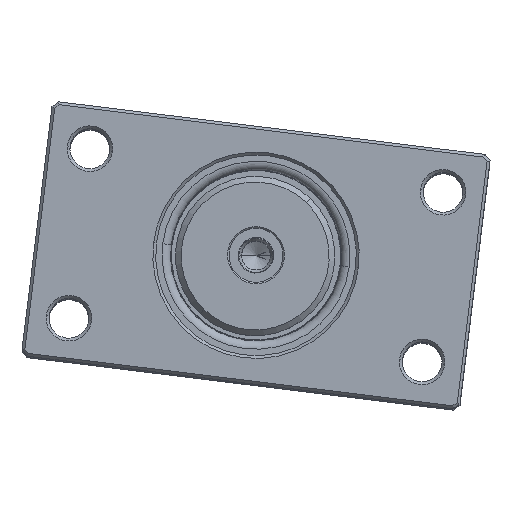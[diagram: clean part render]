
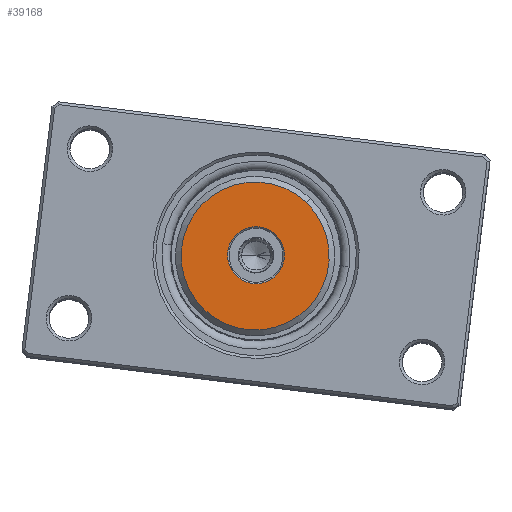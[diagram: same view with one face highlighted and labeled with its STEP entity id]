
A CAD part, top view. The second image highlights one B-rep face of the part: STEP entity #39168.
In plain terms, the highlighted face is planar.
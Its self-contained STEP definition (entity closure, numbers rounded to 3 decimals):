
#2858 = DIRECTION ( 'NONE',  ( 0., 0., 1. ) ) ;
#3750 = EDGE_LOOP ( 'NONE', ( #24599, #57881 ) ) ;
#8843 = ORIENTED_EDGE ( 'NONE', *, *, #33864, .T. ) ;
#9595 = CARTESIAN_POINT ( 'NONE',  ( 0., 50., -10. ) ) ;
#10022 = EDGE_LOOP ( 'NONE', ( #8843, #31462 ) ) ;
#13205 = CARTESIAN_POINT ( 'NONE',  ( 0., 50., 0. ) ) ;
#13213 = DIRECTION ( 'NONE',  ( 0., 1., 0. ) ) ;
#15982 = VERTEX_POINT ( 'NONE', #9595 ) ;
#17724 = VERTEX_POINT ( 'NONE', #56242 ) ;
#18257 = DIRECTION ( 'NONE',  ( 0., 0., 1. ) ) ;
#19483 = DIRECTION ( 'NONE',  ( 0., 1., 0. ) ) ;
#21361 = CIRCLE ( 'NONE', #27426, 10. ) ;
#22122 = CIRCLE ( 'NONE', #30953, 26. ) ;
#24599 = ORIENTED_EDGE ( 'NONE', *, *, #60429, .T. ) ;
#25180 = CIRCLE ( 'NONE', #53613, 26. ) ;
#26317 = DIRECTION ( 'NONE',  ( 0., 1., 0. ) ) ;
#27426 = AXIS2_PLACEMENT_3D ( 'NONE', #13205, #48535, #18257 ) ;
#27873 = FACE_BOUND ( 'NONE', #3750, .T. ) ;
#30953 = AXIS2_PLACEMENT_3D ( 'NONE', #56530, #26317, #61612 ) ;
#31462 = ORIENTED_EDGE ( 'NONE', *, *, #45187, .T. ) ;
#32999 = DIRECTION ( 'NONE',  ( 0., -1., 0. ) ) ;
#33261 = CARTESIAN_POINT ( 'NONE',  ( 0., 50., 0.424 ) ) ;
#33864 = EDGE_CURVE ( 'NONE', #17724, #35064, #25180, .T. ) ;
#35064 = VERTEX_POINT ( 'NONE', #61271 ) ;
#39168 = ADVANCED_FACE ( 'NONE', ( #27873, #39723 ), #53367, .T. ) ;
#39723 = FACE_OUTER_BOUND ( 'NONE', #10022, .T. ) ;
#45187 = EDGE_CURVE ( 'NONE', #35064, #17724, #22122, .T. ) ;
#48535 = DIRECTION ( 'NONE',  ( 0., -1., 0. ) ) ;
#48544 = DIRECTION ( 'NONE',  ( 0., 0., 1. ) ) ;
#49758 = CARTESIAN_POINT ( 'NONE',  ( 0., 50., 0.424 ) ) ;
#52804 = CIRCLE ( 'NONE', #57156, 10. ) ;
#53367 = PLANE ( 'NONE',  #62753 ) ;
#53613 = AXIS2_PLACEMENT_3D ( 'NONE', #49758, #19483, #54815 ) ;
#54815 = DIRECTION ( 'NONE',  ( 0., 0., 1. ) ) ;
#56242 = CARTESIAN_POINT ( 'NONE',  ( 0., 50., -25.576 ) ) ;
#56530 = CARTESIAN_POINT ( 'NONE',  ( 0., 50., 0.424 ) ) ;
#56541 = EDGE_CURVE ( 'NONE', #15982, #59357, #52804, .T. ) ;
#57156 = AXIS2_PLACEMENT_3D ( 'NONE', #63261, #32999, #2858 ) ;
#57710 = CARTESIAN_POINT ( 'NONE',  ( 0., 50., 10. ) ) ;
#57881 = ORIENTED_EDGE ( 'NONE', *, *, #56541, .T. ) ;
#59357 = VERTEX_POINT ( 'NONE', #57710 ) ;
#60429 = EDGE_CURVE ( 'NONE', #59357, #15982, #21361, .T. ) ;
#61271 = CARTESIAN_POINT ( 'NONE',  ( 0., 50., 26.424 ) ) ;
#61612 = DIRECTION ( 'NONE',  ( 0., 0., 1. ) ) ;
#62753 = AXIS2_PLACEMENT_3D ( 'NONE', #33261, #13213, #48544 ) ;
#63261 = CARTESIAN_POINT ( 'NONE',  ( 0., 50., 0. ) ) ;
